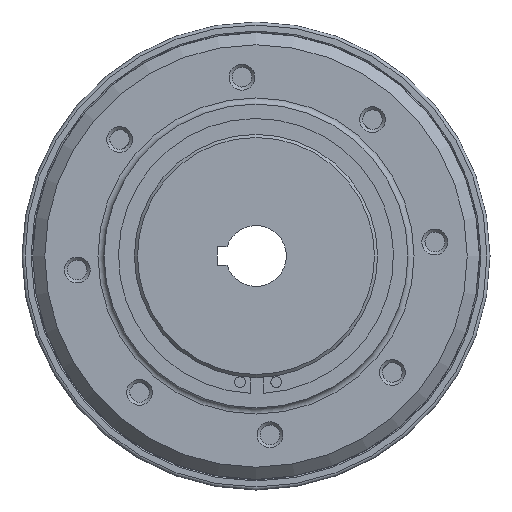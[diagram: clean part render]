
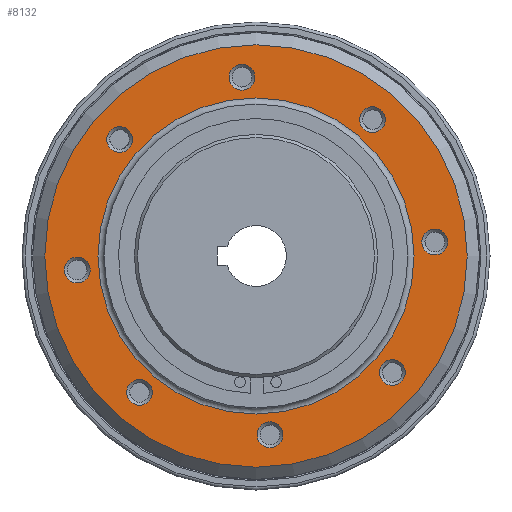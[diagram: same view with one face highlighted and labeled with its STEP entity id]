
A CAD part, left-side view. The second image highlights one B-rep face of the part: STEP entity #8132.
In plain terms, the highlighted planar face has unit normal (-1, 0, 0).
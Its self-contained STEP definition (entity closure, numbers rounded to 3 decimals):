
#641=PLANE('',#9257);
#2254=ORIENTED_EDGE('',*,*,#4439,.T.);
#2255=ORIENTED_EDGE('',*,*,#4440,.T.);
#2256=ORIENTED_EDGE('',*,*,#4441,.T.);
#2257=ORIENTED_EDGE('',*,*,#4442,.T.);
#2258=ORIENTED_EDGE('',*,*,#4443,.T.);
#2259=ORIENTED_EDGE('',*,*,#4444,.T.);
#2260=ORIENTED_EDGE('',*,*,#4445,.T.);
#2261=ORIENTED_EDGE('',*,*,#4446,.T.);
#2262=ORIENTED_EDGE('',*,*,#4447,.T.);
#2263=ORIENTED_EDGE('',*,*,#4448,.T.);
#4439=EDGE_CURVE('',#5572,#5572,#6388,.F.);
#4440=EDGE_CURVE('',#5573,#5573,#6389,.T.);
#4441=EDGE_CURVE('',#5574,#5574,#6390,.T.);
#4442=EDGE_CURVE('',#5575,#5575,#6391,.T.);
#4443=EDGE_CURVE('',#5576,#5576,#6392,.T.);
#4444=EDGE_CURVE('',#5577,#5577,#6393,.T.);
#4445=EDGE_CURVE('',#5578,#5578,#6394,.T.);
#4446=EDGE_CURVE('',#5579,#5579,#6395,.T.);
#4447=EDGE_CURVE('',#5580,#5580,#6396,.T.);
#4448=EDGE_CURVE('',#5581,#5581,#6397,.T.);
#5572=VERTEX_POINT('',#12280);
#5573=VERTEX_POINT('',#12282);
#5574=VERTEX_POINT('',#12284);
#5575=VERTEX_POINT('',#12286);
#5576=VERTEX_POINT('',#12288);
#5577=VERTEX_POINT('',#12290);
#5578=VERTEX_POINT('',#12292);
#5579=VERTEX_POINT('',#12294);
#5580=VERTEX_POINT('',#12296);
#5581=VERTEX_POINT('',#12298);
#6388=CIRCLE('',#9258,34.75);
#6389=CIRCLE('',#9259,26.);
#6390=CIRCLE('',#9260,2.121);
#6391=CIRCLE('',#9261,2.121);
#6392=CIRCLE('',#9262,2.121);
#6393=CIRCLE('',#9263,2.121);
#6394=CIRCLE('',#9264,2.121);
#6395=CIRCLE('',#9265,2.121);
#6396=CIRCLE('',#9266,2.121);
#6397=CIRCLE('',#9267,2.121);
#6658=EDGE_LOOP('',(#2254));
#6659=EDGE_LOOP('',(#2255));
#6660=EDGE_LOOP('',(#2256));
#6661=EDGE_LOOP('',(#2257));
#6662=EDGE_LOOP('',(#2258));
#6663=EDGE_LOOP('',(#2259));
#6664=EDGE_LOOP('',(#2260));
#6665=EDGE_LOOP('',(#2261));
#6666=EDGE_LOOP('',(#2262));
#6667=EDGE_LOOP('',(#2263));
#7396=FACE_BOUND('',#6658,.T.);
#7397=FACE_BOUND('',#6659,.T.);
#7398=FACE_BOUND('',#6660,.T.);
#7399=FACE_BOUND('',#6661,.T.);
#7400=FACE_BOUND('',#6662,.T.);
#7401=FACE_BOUND('',#6663,.T.);
#7402=FACE_BOUND('',#6664,.T.);
#7403=FACE_BOUND('',#6665,.T.);
#7404=FACE_BOUND('',#6666,.T.);
#7405=FACE_BOUND('',#6667,.T.);
#8132=ADVANCED_FACE('',(#7396,#7397,#7398,#7399,#7400,#7401,#7402,#7403,
#7404,#7405),#641,.F.);
#9257=AXIS2_PLACEMENT_3D('',#12278,#10293,#10294);
#9258=AXIS2_PLACEMENT_3D('',#12279,#10295,#10296);
#9259=AXIS2_PLACEMENT_3D('',#12281,#10297,#10298);
#9260=AXIS2_PLACEMENT_3D('',#12283,#10299,#10300);
#9261=AXIS2_PLACEMENT_3D('',#12285,#10301,#10302);
#9262=AXIS2_PLACEMENT_3D('',#12287,#10303,#10304);
#9263=AXIS2_PLACEMENT_3D('',#12289,#10305,#10306);
#9264=AXIS2_PLACEMENT_3D('',#12291,#10307,#10308);
#9265=AXIS2_PLACEMENT_3D('',#12293,#10309,#10310);
#9266=AXIS2_PLACEMENT_3D('',#12295,#10311,#10312);
#9267=AXIS2_PLACEMENT_3D('',#12297,#10313,#10314);
#10293=DIRECTION('',(1.,0.,0.));
#10294=DIRECTION('',(0.,0.,-1.));
#10295=DIRECTION('',(1.,0.,0.));
#10296=DIRECTION('',(0.,0.,-1.));
#10297=DIRECTION('',(1.,0.,0.));
#10298=DIRECTION('',(0.,0.,-1.));
#10299=DIRECTION('',(1.,0.,0.));
#10300=DIRECTION('',(0.,0.,-1.));
#10301=DIRECTION('',(1.,0.,0.));
#10302=DIRECTION('',(0.,0.,-1.));
#10303=DIRECTION('',(1.,0.,0.));
#10304=DIRECTION('',(0.,0.,-1.));
#10305=DIRECTION('',(1.,0.,0.));
#10306=DIRECTION('',(0.,0.,-1.));
#10307=DIRECTION('',(1.,0.,0.));
#10308=DIRECTION('',(0.,0.,-1.));
#10309=DIRECTION('',(1.,0.,0.));
#10310=DIRECTION('',(0.,0.,-1.));
#10311=DIRECTION('',(1.,0.,0.));
#10312=DIRECTION('',(0.,0.,-1.));
#10313=DIRECTION('',(1.,0.,0.));
#10314=DIRECTION('',(0.,0.,-1.));
#12278=CARTESIAN_POINT('',(-0.5,0.,36.75));
#12279=CARTESIAN_POINT('',(-0.5,0.,0.));
#12280=CARTESIAN_POINT('',(-0.5,0.,-34.75));
#12281=CARTESIAN_POINT('',(-0.5,0.,0.));
#12282=CARTESIAN_POINT('',(-0.5,0.,-26.));
#12283=CARTESIAN_POINT('',(-0.5,29.409,-2.315));
#12284=CARTESIAN_POINT('',(-0.5,29.409,-4.436));
#12285=CARTESIAN_POINT('',(-0.5,22.432,19.159));
#12286=CARTESIAN_POINT('',(-0.5,22.432,17.038));
#12287=CARTESIAN_POINT('',(-0.5,2.315,29.409));
#12288=CARTESIAN_POINT('',(-0.5,2.315,27.288));
#12289=CARTESIAN_POINT('',(-0.5,-19.159,22.432));
#12290=CARTESIAN_POINT('',(-0.5,-19.159,20.311));
#12291=CARTESIAN_POINT('',(-0.5,-29.409,2.315));
#12292=CARTESIAN_POINT('',(-0.5,-29.409,0.194));
#12293=CARTESIAN_POINT('',(-0.5,19.159,-22.432));
#12294=CARTESIAN_POINT('',(-0.5,19.159,-24.553));
#12295=CARTESIAN_POINT('',(-0.5,-2.315,-29.409));
#12296=CARTESIAN_POINT('',(-0.5,-2.315,-31.53));
#12297=CARTESIAN_POINT('',(-0.5,-22.432,-19.159));
#12298=CARTESIAN_POINT('',(-0.5,-22.432,-21.28));
